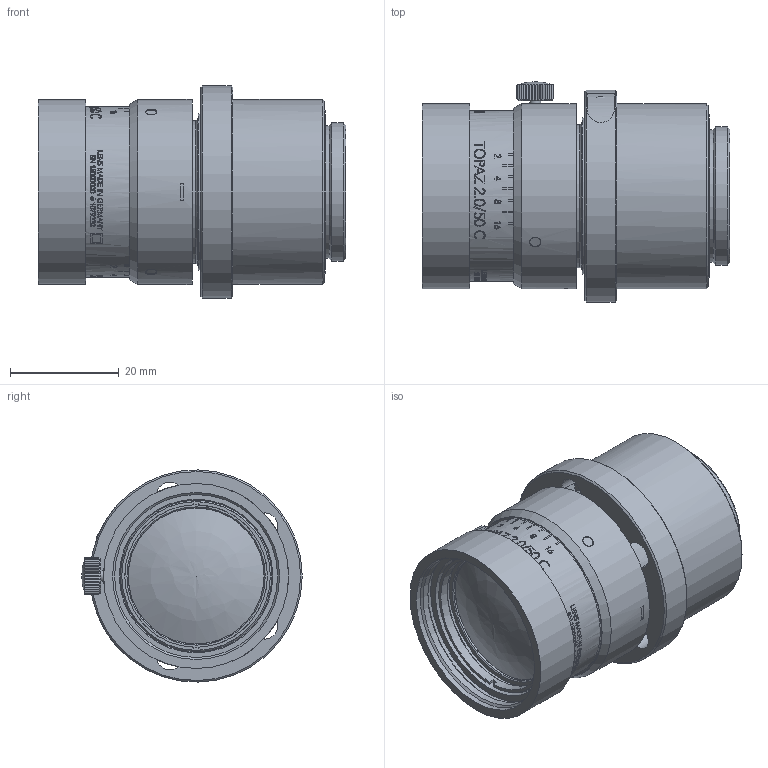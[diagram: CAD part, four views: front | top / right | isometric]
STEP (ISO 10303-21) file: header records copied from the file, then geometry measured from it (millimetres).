
FILE_DESCRIPTION(/* description */ (''),/* implementation_level */ '2;1');
FILE_NAME(/* name */ '1079220_00162292_002.stp',/* time_stamp */ '2021-09-24T10:26:58+02:00',/* author */ (''),/* organization */ (''),/* preprocessor_version */ 'ST-DEVELOPER v16',/* originating_system */ 'SIEMENS PLM Software NX 10.0',/* authorisation */ '');
FILE_SCHEMA (('AP203_CONFIGURATION_CONTROLLED_3D_DESIGN_OF_MECHANICAL_PARTS_AND_ASSEMBLIES_MIM_LF { 1 0 10303 403 2 1 2}'));
Length unit declared in the file: millimetre
Products named in the file (1): Froe19E89582xh0d
Bounding box: 56.58 x 40.5 x 38.99 mm (x, y, z)
Volume: 39232.2 mm3; surface area: 16067 mm2
Topology: 1 solids, 4 shells, 429 faces, 1466 edges, 1169 vertices
Faces by surface type: cylinder 198, plane 189, cone 35, torus 4, revolution 2, sphere 1
Full cylindrical faces by diameter (mm): 2 x1, 2.05 x3, 2.5 x2, 2.7 x3, 2.8 x1, 4.5 x1, 18 x1, 19 x1, 19.5 x1, 19.8 x1, 20.7 x1, 22 x1, 22.2 x1, 24.4 x1, 25 x1, 25.4 x1, 26.2 x1, 26.3 x1, 27 x4, 27.2 x2, 27.3 x1, 28.2 x1, 28.5 x2, 28.7 x1, 29.96 x1, 30 x1, 30.7 x2, 31.3 x2, 32 x1, 34 x3
Entity records: 18174 total; most frequent: CARTESIAN_POINT 6688, ORIENTED_EDGE 2689, DIRECTION 1686, EDGE_CURVE 1360, VERTEX_POINT 1145, B_SPLINE_CURVE_WITH_KNOTS 747, AXIS2_PLACEMENT_3D 680, EDGE_LOOP 656
